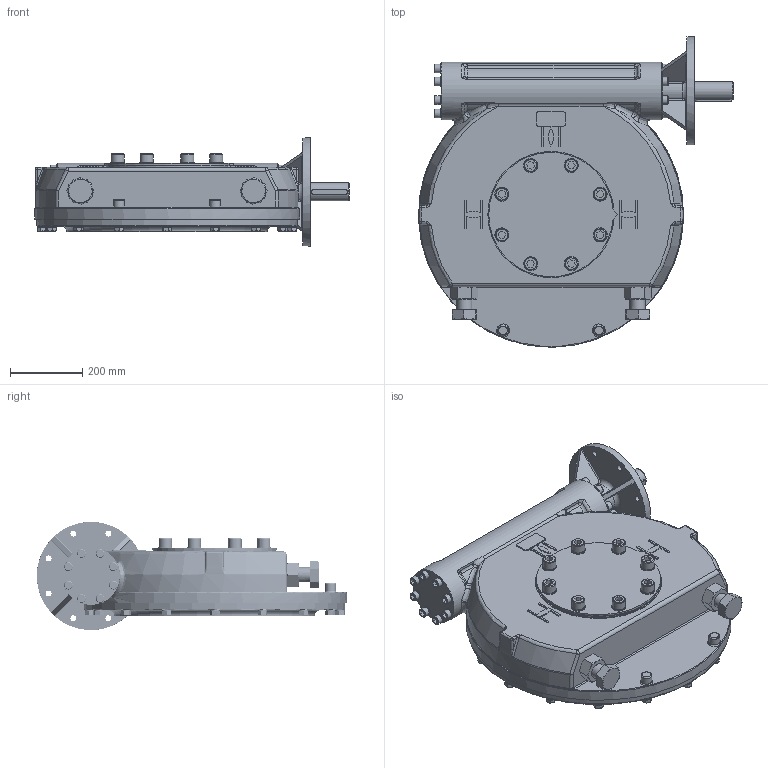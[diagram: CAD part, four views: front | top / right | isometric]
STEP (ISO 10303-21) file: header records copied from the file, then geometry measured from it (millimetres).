
FILE_DESCRIPTION(/* description */ ('Unknown'),/* implementation_level */ '2;1');
FILE_NAME(/* name */ 'PUB-IW10-N_SOLID_0-2',/* time_stamp */ '2019-11-12T21:08:43+00:00',/* author */ ('Unknown'),/* organization */ ('Unknown'),/* preprocessor_version */ 'ST-DEVELOPER v16.7',/* originating_system */ 'DEX',/* authorisation */ $);
FILE_SCHEMA (('AUTOMOTIVE_DESIGN {1 0 10303 214 3 1 1}'));
Products named in the file (1): PUB-IW10-N_SOLID_0-2
Bounding box: 873.11 x 860.4 x 299.73 mm (x, y, z)
Volume: 47731688.5 mm3; surface area: 3812500.8 mm2
Topology: 73 solids, 73 shells, 6566 faces, 17633 edges, 11205 vertices
Faces by surface type: plane 4906, bspline 462, cylinder 460, torus 311, cone 301, sphere 126
Full cylindrical faces by diameter (mm): 8 x2, 13.835 x2, 14 x2, 16.5 x8, 24 x16, 25.4 x64, 26.211 x16, 30 x2, 36.39 x8, 39 x8, 42 x4, 42.94 x2, 50 x1, 50.4 x2, 55.11 x1, 60 x1, 63.83 x6, 72 x2, 73.5 x6, 80 x2, 84.4 x6, 94.07 x6, 105 x2, 110 x3, 160 x1, 200.1 x1, 249.95 x1, 250 x5, 259.4 x1, 260.25 x1
Entity records: 232942 total; most frequent: CARTESIAN_POINT 83259, ORIENTED_EDGE 33724, DIRECTION 26880, EDGE_CURVE 16862, VERTEX_POINT 10986, LINE 10650, VECTOR 10650, AXIS2_PLACEMENT_3D 8115
